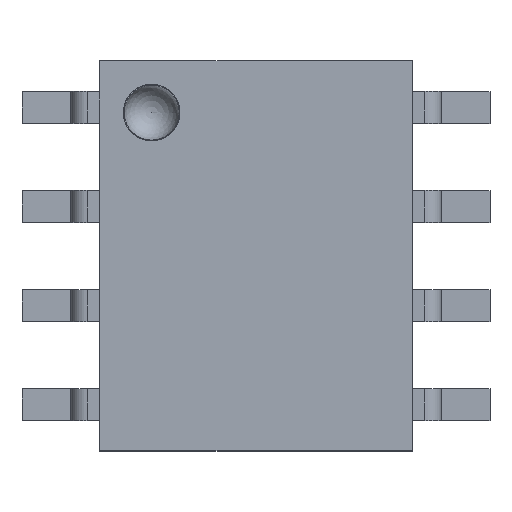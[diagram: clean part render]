
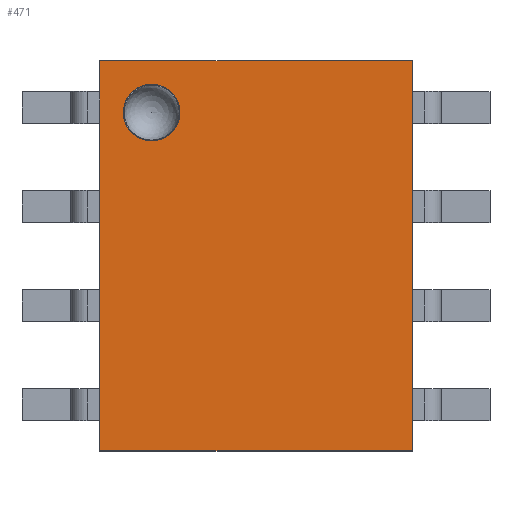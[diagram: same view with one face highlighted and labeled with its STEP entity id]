
A CAD part, top view. The second image highlights one B-rep face of the part: STEP entity #471.
In plain terms, the highlighted planar face has unit normal (0, 0, 1).
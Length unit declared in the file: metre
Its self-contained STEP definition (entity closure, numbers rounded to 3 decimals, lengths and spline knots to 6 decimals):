
#471 = ADVANCED_FACE( '', ( #1261, #1262 ), #1263, .T. );
#1261 = FACE_BOUND( '', #2309, .T. );
#1262 = FACE_OUTER_BOUND( '', #2310, .T. );
#1263 = PLANE( '', #2311 );
#2309 = EDGE_LOOP( '', ( #3703 ) );
#2310 = EDGE_LOOP( '', ( #3704, #3705, #3706, #3707 ) );
#2311 = AXIS2_PLACEMENT_3D( '', #3708, #3709, #3710 );
#3703 = ORIENTED_EDGE( '', *, *, #4842, .T. );
#3704 = ORIENTED_EDGE( '', *, *, #4843, .T. );
#3705 = ORIENTED_EDGE( '', *, *, #4844, .T. );
#3706 = ORIENTED_EDGE( '', *, *, #4845, .T. );
#3707 = ORIENTED_EDGE( '', *, *, #4833, .T. );
#3708 = CARTESIAN_POINT( '', ( -0.002, -0.0025, 0.001625 ) );
#3709 = DIRECTION( '', ( 0., 0., 1. ) );
#3710 = DIRECTION( '', ( 1., 0., 0. ) );
#4833 = EDGE_CURVE( '', #4957, #4958, #4959, .T. );
#4842 = EDGE_CURVE( '', #4970, #4970, #4971, .T. );
#4843 = EDGE_CURVE( '', #4958, #4972, #4973, .T. );
#4844 = EDGE_CURVE( '', #4972, #4974, #4975, .T. );
#4845 = EDGE_CURVE( '', #4974, #4957, #4976, .T. );
#4957 = VERTEX_POINT( '', #5089 );
#4958 = VERTEX_POINT( '', #5090 );
#4959 = B_SPLINE_CURVE_WITH_KNOTS( '', 1, ( #5091, #5092 ), .UNSPECIFIED., .F., .F., ( 2, 2 ), ( 0., 1. ), .UNSPECIFIED. );
#4970 = VERTEX_POINT( '', #5106 );
#4971 = B_SPLINE_CURVE_WITH_KNOTS( '', 3, ( #5107, #5108, #5109, #5110, #5111, #5112, #5113, #5114, #5115, #5116, #5117, #5118, #5119, #5120, #5121, #5122, #5123, #5124, #5125 ), .UNSPECIFIED., .T., .F., ( 2, 1, 1, 1, 1, 1, 1, 1, 1, 1, 1, 1, 1, 1, 1, 1, 1, 1, 1, 1, 2 ), ( -0.125, -0.0625, 0., 0.0625, 0.125, 0.1875, 0.25, 0.3125, 0.375, 0.4375, 0.5, 0.5625, 0.625, 0.6875, 0.75, 0.8125, 0.875, 0.9375, 1., 1.0625, 1.125 ), .UNSPECIFIED. );
#4972 = VERTEX_POINT( '', #5126 );
#4973 = B_SPLINE_CURVE_WITH_KNOTS( '', 1, ( #5127, #5128 ), .UNSPECIFIED., .F., .F., ( 2, 2 ), ( 0., 1. ), .UNSPECIFIED. );
#4974 = VERTEX_POINT( '', #5129 );
#4975 = B_SPLINE_CURVE_WITH_KNOTS( '', 1, ( #5130, #5131 ), .UNSPECIFIED., .F., .F., ( 2, 2 ), ( 0., 1. ), .UNSPECIFIED. );
#4976 = B_SPLINE_CURVE_WITH_KNOTS( '', 1, ( #5132, #5133 ), .UNSPECIFIED., .F., .F., ( 2, 2 ), ( 0., 1. ), .UNSPECIFIED. );
#5089 = CARTESIAN_POINT( '', ( -0.002, -0.0025, 0.001625 ) );
#5090 = CARTESIAN_POINT( '', ( 0.002, -0.0025, 0.001625 ) );
#5091 = CARTESIAN_POINT( '', ( -0.002, -0.0025, 0.001625 ) );
#5092 = CARTESIAN_POINT( '', ( 0.002, -0.0025, 0.001625 ) );
#5106 = CARTESIAN_POINT( '', ( -0.000975, 0.001838, 0.001625 ) );
#5107 = CARTESIAN_POINT( '', ( -0.000994, 0.00198, 0.001625 ) );
#5108 = CARTESIAN_POINT( '', ( -0.000966, 0.001838, 0.001625 ) );
#5109 = CARTESIAN_POINT( '', ( -0.000994, 0.001695, 0.001625 ) );
#5110 = CARTESIAN_POINT( '', ( -0.001075, 0.001575, 0.001625 ) );
#5111 = CARTESIAN_POINT( '', ( -0.001195, 0.001494, 0.001625 ) );
#5112 = CARTESIAN_POINT( '', ( -0.001338, 0.001466, 0.001625 ) );
#5113 = CARTESIAN_POINT( '', ( -0.00148, 0.001494, 0.001625 ) );
#5114 = CARTESIAN_POINT( '', ( -0.0016, 0.001575, 0.001625 ) );
#5115 = CARTESIAN_POINT( '', ( -0.001681, 0.001695, 0.001625 ) );
#5116 = CARTESIAN_POINT( '', ( -0.001709, 0.001838, 0.001625 ) );
#5117 = CARTESIAN_POINT( '', ( -0.001681, 0.00198, 0.001625 ) );
#5118 = CARTESIAN_POINT( '', ( -0.0016, 0.0021, 0.001625 ) );
#5119 = CARTESIAN_POINT( '', ( -0.00148, 0.002181, 0.001625 ) );
#5120 = CARTESIAN_POINT( '', ( -0.001338, 0.002209, 0.001625 ) );
#5121 = CARTESIAN_POINT( '', ( -0.001195, 0.002181, 0.001625 ) );
#5122 = CARTESIAN_POINT( '', ( -0.001075, 0.0021, 0.001625 ) );
#5123 = CARTESIAN_POINT( '', ( -0.000994, 0.00198, 0.001625 ) );
#5124 = CARTESIAN_POINT( '', ( -0.000966, 0.001838, 0.001625 ) );
#5125 = CARTESIAN_POINT( '', ( -0.000994, 0.001695, 0.001625 ) );
#5126 = CARTESIAN_POINT( '', ( 0.002, 0.0025, 0.001625 ) );
#5127 = CARTESIAN_POINT( '', ( 0.002, -0.0025, 0.001625 ) );
#5128 = CARTESIAN_POINT( '', ( 0.002, 0.0025, 0.001625 ) );
#5129 = CARTESIAN_POINT( '', ( -0.002, 0.0025, 0.001625 ) );
#5130 = CARTESIAN_POINT( '', ( 0.002, 0.0025, 0.001625 ) );
#5131 = CARTESIAN_POINT( '', ( -0.002, 0.0025, 0.001625 ) );
#5132 = CARTESIAN_POINT( '', ( -0.002, 0.0025, 0.001625 ) );
#5133 = CARTESIAN_POINT( '', ( -0.002, -0.0025, 0.001625 ) );
